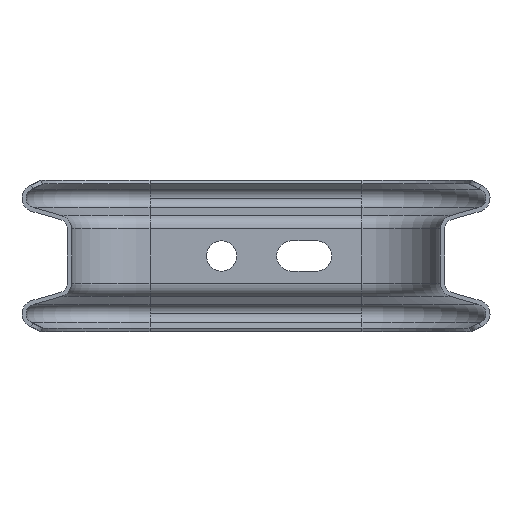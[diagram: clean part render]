
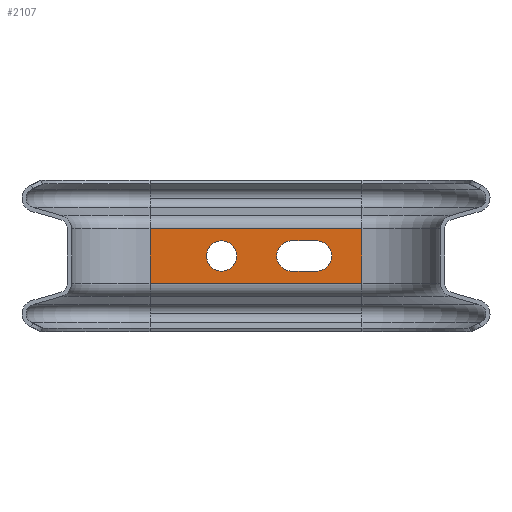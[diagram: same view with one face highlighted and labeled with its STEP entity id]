
A CAD part, left-side view. The second image highlights one B-rep face of the part: STEP entity #2107.
In plain terms, the highlighted planar face has unit normal (-1, 0, 0).
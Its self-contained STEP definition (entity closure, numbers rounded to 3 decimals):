
#45 = VERTEX_POINT ( 'NONE', #4636 ) ;
#295 = CARTESIAN_POINT ( 'NONE',  ( 326.5, -81.5, 5.5 ) ) ;
#442 = ORIENTED_EDGE ( 'NONE', *, *, #3338, .T. ) ;
#461 = CIRCLE ( 'NONE', #7588, 5.5 ) ;
#584 = EDGE_LOOP ( 'NONE', ( #1232, #7918 ) ) ;
#627 = CARTESIAN_POINT ( 'NONE',  ( 326.5, -56., 0. ) ) ;
#721 = CARTESIAN_POINT ( 'NONE',  ( 326.5, -107., -9.862 ) ) ;
#817 = VERTEX_POINT ( 'NONE', #6359 ) ;
#926 = VERTEX_POINT ( 'NONE', #295 ) ;
#1019 = CARTESIAN_POINT ( 'NONE',  ( 326.5, -81.5, 0. ) ) ;
#1160 = DIRECTION ( 'NONE',  ( 0., 1., 0. ) ) ;
#1232 = ORIENTED_EDGE ( 'NONE', *, *, #5709, .F. ) ;
#1238 = AXIS2_PLACEMENT_3D ( 'NONE', #1019, #7763, #7112 ) ;
#1240 = FACE_OUTER_BOUND ( 'NONE', #4884, .T. ) ;
#1245 = ORIENTED_EDGE ( 'NONE', *, *, #7020, .F. ) ;
#1264 = DIRECTION ( 'NONE',  ( -1., 0., 0. ) ) ;
#1305 = LINE ( 'NONE', #6314, #1741 ) ;
#1350 = CIRCLE ( 'NONE', #5135, 5.5 ) ;
#1483 = VECTOR ( 'NONE', #7292, 1000. ) ;
#1540 = DIRECTION ( 'NONE',  ( -1., 0., 0. ) ) ;
#1578 = ORIENTED_EDGE ( 'NONE', *, *, #6950, .F. ) ;
#1625 = VECTOR ( 'NONE', #6470, 1000. ) ;
#1741 = VECTOR ( 'NONE', #4972, 1000. ) ;
#1843 = FACE_BOUND ( 'NONE', #6834, .T. ) ;
#1951 = ORIENTED_EDGE ( 'NONE', *, *, #6745, .F. ) ;
#2016 = VECTOR ( 'NONE', #5894, 1000. ) ;
#2087 = DIRECTION ( 'NONE',  ( 0., 0., 1. ) ) ;
#2107 = ADVANCED_FACE ( 'NONE', ( #1843, #3694, #1240 ), #3740, .F. ) ;
#2120 = DIRECTION ( 'NONE',  ( 0., 0., 1. ) ) ;
#2246 = CARTESIAN_POINT ( 'NONE',  ( 326.5, -30., 9.862 ) ) ;
#2302 = CARTESIAN_POINT ( 'NONE',  ( 326.5, -81.5, -5.5 ) ) ;
#2780 = CARTESIAN_POINT ( 'NONE',  ( 326.5, -56., -5.5 ) ) ;
#2878 = VERTEX_POINT ( 'NONE', #4305 ) ;
#3035 = LINE ( 'NONE', #5513, #6956 ) ;
#3066 = VERTEX_POINT ( 'NONE', #721 ) ;
#3068 = CIRCLE ( 'NONE', #1238, 5.5 ) ;
#3083 = LINE ( 'NONE', #3776, #1483 ) ;
#3119 = CARTESIAN_POINT ( 'NONE',  ( 326.5, -30., 9.862 ) ) ;
#3270 = DIRECTION ( 'NONE',  ( -1., 0., 0. ) ) ;
#3338 = EDGE_CURVE ( 'NONE', #3607, #3066, #3083, .T. ) ;
#3577 = DIRECTION ( 'NONE',  ( 1., 0., 0. ) ) ;
#3607 = VERTEX_POINT ( 'NONE', #4697 ) ;
#3694 = FACE_BOUND ( 'NONE', #584, .T. ) ;
#3740 = PLANE ( 'NONE',  #8026 ) ;
#3776 = CARTESIAN_POINT ( 'NONE',  ( 326.5, -30., -9.862 ) ) ;
#3788 = VERTEX_POINT ( 'NONE', #5735 ) ;
#3944 = EDGE_CURVE ( 'NONE', #3607, #45, #7947, .T. ) ;
#4075 = VERTEX_POINT ( 'NONE', #2780 ) ;
#4305 = CARTESIAN_POINT ( 'NONE',  ( 326.5, -90.5, -5.5 ) ) ;
#4584 = ORIENTED_EDGE ( 'NONE', *, *, #7963, .F. ) ;
#4636 = CARTESIAN_POINT ( 'NONE',  ( 326.5, -30., 9.862 ) ) ;
#4697 = CARTESIAN_POINT ( 'NONE',  ( 326.5, -30., -9.862 ) ) ;
#4767 = CARTESIAN_POINT ( 'NONE',  ( 326.5, -56., 0. ) ) ;
#4796 = VERTEX_POINT ( 'NONE', #2302 ) ;
#4884 = EDGE_LOOP ( 'NONE', ( #1245, #6503, #442, #4998 ) ) ;
#4972 = DIRECTION ( 'NONE',  ( 0., 1., 0. ) ) ;
#4998 = ORIENTED_EDGE ( 'NONE', *, *, #8020, .T. ) ;
#5135 = AXIS2_PLACEMENT_3D ( 'NONE', #5620, #1264, #5502 ) ;
#5502 = DIRECTION ( 'NONE',  ( 0., 0., 1. ) ) ;
#5513 = CARTESIAN_POINT ( 'NONE',  ( 326.5, -90.5, -5.5 ) ) ;
#5620 = CARTESIAN_POINT ( 'NONE',  ( 326.5, -90.5, 0. ) ) ;
#5709 = EDGE_CURVE ( 'NONE', #6779, #4075, #461, .T. ) ;
#5735 = CARTESIAN_POINT ( 'NONE',  ( 326.5, -90.5, 5.5 ) ) ;
#5774 = LINE ( 'NONE', #5858, #1625 ) ;
#5858 = CARTESIAN_POINT ( 'NONE',  ( 326.5, -107., 0. ) ) ;
#5894 = DIRECTION ( 'NONE',  ( 0., -1., 0. ) ) ;
#5895 = VECTOR ( 'NONE', #2120, 1000. ) ;
#5984 = LINE ( 'NONE', #2246, #2016 ) ;
#6179 = ORIENTED_EDGE ( 'NONE', *, *, #7442, .F. ) ;
#6314 = CARTESIAN_POINT ( 'NONE',  ( 326.5, -90.5, 5.5 ) ) ;
#6356 = EDGE_CURVE ( 'NONE', #4075, #6779, #6438, .T. ) ;
#6359 = CARTESIAN_POINT ( 'NONE',  ( 326.5, -107., 9.862 ) ) ;
#6438 = CIRCLE ( 'NONE', #7470, 5.5 ) ;
#6470 = DIRECTION ( 'NONE',  ( 0., 0., 1. ) ) ;
#6503 = ORIENTED_EDGE ( 'NONE', *, *, #3944, .F. ) ;
#6745 = EDGE_CURVE ( 'NONE', #2878, #3788, #1350, .T. ) ;
#6779 = VERTEX_POINT ( 'NONE', #6992 ) ;
#6834 = EDGE_LOOP ( 'NONE', ( #4584, #1951, #6179, #1578 ) ) ;
#6950 = EDGE_CURVE ( 'NONE', #926, #4796, #3068, .T. ) ;
#6956 = VECTOR ( 'NONE', #7257, 1000. ) ;
#6992 = CARTESIAN_POINT ( 'NONE',  ( 326.5, -56., 5.5 ) ) ;
#7020 = EDGE_CURVE ( 'NONE', #45, #817, #5984, .T. ) ;
#7112 = DIRECTION ( 'NONE',  ( 0., 0., 1. ) ) ;
#7196 = CARTESIAN_POINT ( 'NONE',  ( 326.5, -30., 9.862 ) ) ;
#7232 = DIRECTION ( 'NONE',  ( 0., 0., 1. ) ) ;
#7257 = DIRECTION ( 'NONE',  ( 0., -1., 0. ) ) ;
#7292 = DIRECTION ( 'NONE',  ( 0., -1., 0. ) ) ;
#7442 = EDGE_CURVE ( 'NONE', #4796, #2878, #3035, .T. ) ;
#7470 = AXIS2_PLACEMENT_3D ( 'NONE', #627, #3270, #2087 ) ;
#7588 = AXIS2_PLACEMENT_3D ( 'NONE', #4767, #1540, #7232 ) ;
#7763 = DIRECTION ( 'NONE',  ( -1., 0., 0. ) ) ;
#7918 = ORIENTED_EDGE ( 'NONE', *, *, #6356, .F. ) ;
#7947 = LINE ( 'NONE', #7196, #5895 ) ;
#7963 = EDGE_CURVE ( 'NONE', #3788, #926, #1305, .T. ) ;
#8020 = EDGE_CURVE ( 'NONE', #3066, #817, #5774, .T. ) ;
#8026 = AXIS2_PLACEMENT_3D ( 'NONE', #3119, #3577, #1160 ) ;
